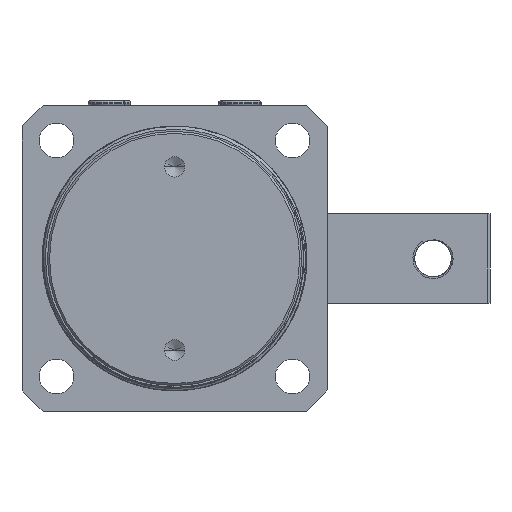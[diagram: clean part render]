
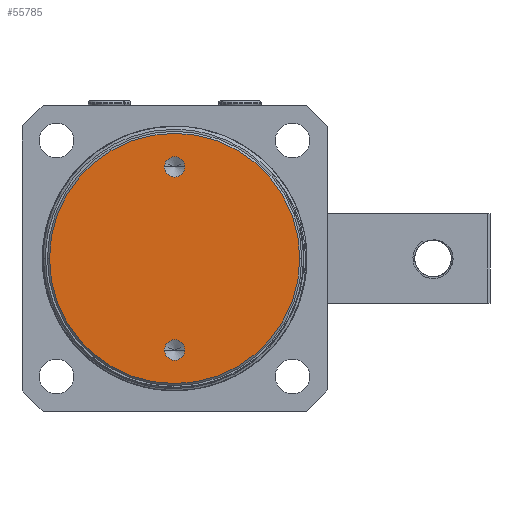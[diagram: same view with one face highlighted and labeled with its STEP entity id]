
A CAD part, front view. The second image highlights one B-rep face of the part: STEP entity #55785.
In plain terms, the highlighted planar face has unit normal (0, -1, 0).
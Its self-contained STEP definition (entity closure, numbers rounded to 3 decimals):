
#1310 = DIRECTION ( 'NONE',  ( 0., 0., 1. ) ) ;
#2475 = AXIS2_PLACEMENT_3D ( 'NONE', #64296, #32829, #1310 ) ;
#2724 = CARTESIAN_POINT ( 'NONE',  ( -22.5, 0., 0. ) ) ;
#3543 = AXIS2_PLACEMENT_3D ( 'NONE', #56934, #25432, #62204 ) ;
#5534 = FACE_BOUND ( 'NONE', #47453, .T. ) ;
#7532 = DIRECTION ( 'NONE',  ( 0., -1., 0. ) ) ;
#7970 = DIRECTION ( 'NONE',  ( 0., 0., -1. ) ) ;
#9393 = CIRCLE ( 'NONE', #35256, 30.75 ) ;
#12043 = ORIENTED_EDGE ( 'NONE', *, *, #51784, .F. ) ;
#13687 = CARTESIAN_POINT ( 'NONE',  ( -22.5, 0., -2.5 ) ) ;
#14323 = EDGE_LOOP ( 'NONE', ( #39821, #37205 ) ) ;
#15919 = CARTESIAN_POINT ( 'NONE',  ( -22.5, 0., 0. ) ) ;
#17062 = CIRCLE ( 'NONE', #2475, 30.75 ) ;
#18692 = ORIENTED_EDGE ( 'NONE', *, *, #26513, .F. ) ;
#19499 = FACE_BOUND ( 'NONE', #51520, .T. ) ;
#21160 = EDGE_CURVE ( 'NONE', #56412, #64981, #61986, .T. ) ;
#21184 = FACE_OUTER_BOUND ( 'NONE', #14323, .T. ) ;
#21228 = DIRECTION ( 'NONE',  ( 0., 0., -1. ) ) ;
#22869 = VERTEX_POINT ( 'NONE', #45252 ) ;
#23814 = DIRECTION ( 'NONE',  ( 0., 1., 0. ) ) ;
#25223 = CARTESIAN_POINT ( 'NONE',  ( 22.5, 0., 0. ) ) ;
#25432 = DIRECTION ( 'NONE',  ( 0., -1., 0. ) ) ;
#26513 = EDGE_CURVE ( 'NONE', #64981, #56412, #38084, .T. ) ;
#30529 = DIRECTION ( 'NONE',  ( 0., 0., -1. ) ) ;
#30712 = EDGE_CURVE ( 'NONE', #67904, #43451, #17062, .T. ) ;
#31387 = AXIS2_PLACEMENT_3D ( 'NONE', #50051, #23814, #60586 ) ;
#32829 = DIRECTION ( 'NONE',  ( 0., -1., 0. ) ) ;
#35256 = AXIS2_PLACEMENT_3D ( 'NONE', #39064, #7532, #44369 ) ;
#37205 = ORIENTED_EDGE ( 'NONE', *, *, #30712, .T. ) ;
#38084 = CIRCLE ( 'NONE', #39451, 2.5 ) ;
#39064 = CARTESIAN_POINT ( 'NONE',  ( 0., 0., 0. ) ) ;
#39451 = AXIS2_PLACEMENT_3D ( 'NONE', #15919, #52734, #21228 ) ;
#39527 = DIRECTION ( 'NONE',  ( 0., -1., 0. ) ) ;
#39821 = ORIENTED_EDGE ( 'NONE', *, *, #64290, .T. ) ;
#41960 = CARTESIAN_POINT ( 'NONE',  ( 0., 0., -30.75 ) ) ;
#43451 = VERTEX_POINT ( 'NONE', #66196 ) ;
#44369 = DIRECTION ( 'NONE',  ( 0., 0., 1. ) ) ;
#45149 = CIRCLE ( 'NONE', #52954, 2.5 ) ;
#45252 = CARTESIAN_POINT ( 'NONE',  ( 22.5, 0., 2.5 ) ) ;
#47453 = EDGE_LOOP ( 'NONE', ( #12043, #58351 ) ) ;
#48572 = CARTESIAN_POINT ( 'NONE',  ( 22.5, 0., -2.5 ) ) ;
#49637 = ORIENTED_EDGE ( 'NONE', *, *, #21160, .F. ) ;
#50051 = CARTESIAN_POINT ( 'NONE',  ( 0., 0., 0. ) ) ;
#51520 = EDGE_LOOP ( 'NONE', ( #49637, #18692 ) ) ;
#51784 = EDGE_CURVE ( 'NONE', #65395, #22869, #63278, .T. ) ;
#52734 = DIRECTION ( 'NONE',  ( 0., -1., 0. ) ) ;
#52902 = EDGE_CURVE ( 'NONE', #22869, #65395, #45149, .T. ) ;
#52954 = AXIS2_PLACEMENT_3D ( 'NONE', #25223, #61978, #30529 ) ;
#55785 = ADVANCED_FACE ( 'NONE', ( #21184, #19499, #5534 ), #65691, .F. ) ;
#56412 = VERTEX_POINT ( 'NONE', #13687 ) ;
#56934 = CARTESIAN_POINT ( 'NONE',  ( 22.5, 0., 0. ) ) ;
#58351 = ORIENTED_EDGE ( 'NONE', *, *, #52902, .F. ) ;
#60586 = DIRECTION ( 'NONE',  ( 0., 0., 1. ) ) ;
#61978 = DIRECTION ( 'NONE',  ( 0., -1., 0. ) ) ;
#61986 = CIRCLE ( 'NONE', #63564, 2.5 ) ;
#62204 = DIRECTION ( 'NONE',  ( 0., 0., -1. ) ) ;
#63278 = CIRCLE ( 'NONE', #3543, 2.5 ) ;
#63564 = AXIS2_PLACEMENT_3D ( 'NONE', #2724, #39527, #7970 ) ;
#64290 = EDGE_CURVE ( 'NONE', #43451, #67904, #9393, .T. ) ;
#64296 = CARTESIAN_POINT ( 'NONE',  ( 0., 0., 0. ) ) ;
#64981 = VERTEX_POINT ( 'NONE', #68030 ) ;
#65395 = VERTEX_POINT ( 'NONE', #48572 ) ;
#65691 = PLANE ( 'NONE',  #31387 ) ;
#66196 = CARTESIAN_POINT ( 'NONE',  ( 0., 0., 30.75 ) ) ;
#67904 = VERTEX_POINT ( 'NONE', #41960 ) ;
#68030 = CARTESIAN_POINT ( 'NONE',  ( -22.5, 0., 2.5 ) ) ;
